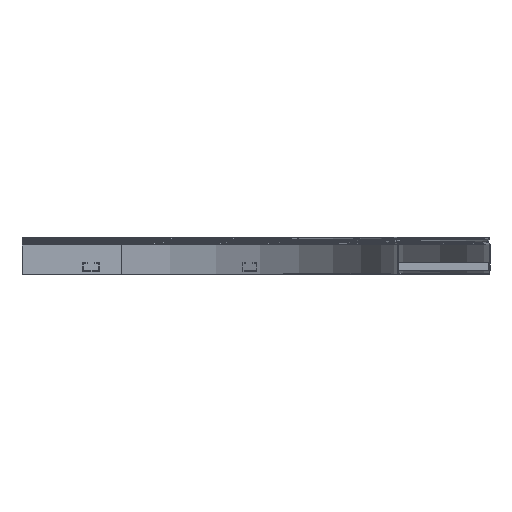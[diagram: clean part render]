
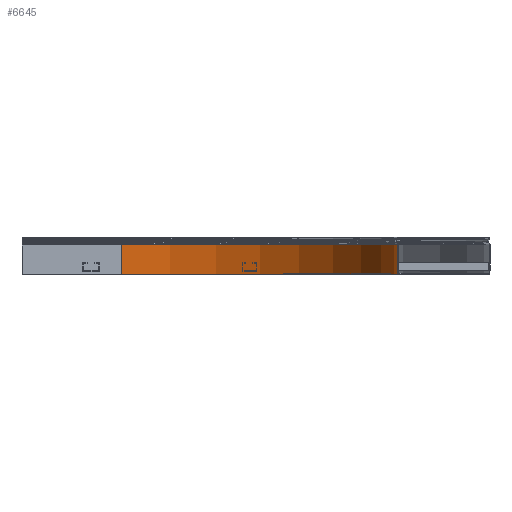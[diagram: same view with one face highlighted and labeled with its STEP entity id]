
A CAD part, top view. The second image highlights one B-rep face of the part: STEP entity #6645.
In plain terms, the highlighted cylindrical face has radius 600 mm (diameter 1200 mm), a partial arc.
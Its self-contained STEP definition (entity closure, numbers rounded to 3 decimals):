
#488 = EDGE_LOOP ( 'NONE', ( #7554, #6093, #6316, #1443 ) ) ;
#747 = CIRCLE ( 'NONE', #5464, 600. ) ;
#984 = DIRECTION ( 'NONE',  ( 0., 0., 1. ) ) ;
#1443 = ORIENTED_EDGE ( 'NONE', *, *, #7320, .T. ) ;
#1465 = CARTESIAN_POINT ( 'NONE',  ( 0., 2.2, -600. ) ) ;
#1581 = AXIS2_PLACEMENT_3D ( 'NONE', #7400, #4396, #3720 ) ;
#1794 = DIRECTION ( 'NONE',  ( 0., 1., 0. ) ) ;
#2604 = DIRECTION ( 'NONE',  ( 0., 1., 0. ) ) ;
#3175 = CARTESIAN_POINT ( 'NONE',  ( 0., 64.499, 0. ) ) ;
#3222 = DIRECTION ( 'NONE',  ( 0., 1., 0. ) ) ;
#3720 = DIRECTION ( 'NONE',  ( 1., 0., 0. ) ) ;
#3820 = CYLINDRICAL_SURFACE ( 'NONE', #6480, 600. ) ;
#3999 = VECTOR ( 'NONE', #2604, 1000. ) ;
#4185 = VERTEX_POINT ( 'NONE', #7292 ) ;
#4286 = CIRCLE ( 'NONE', #1581, 600. ) ;
#4302 = EDGE_CURVE ( 'NONE', #4185, #5323, #747, .T. ) ;
#4383 = CARTESIAN_POINT ( 'NONE',  ( 600., 0., 0. ) ) ;
#4396 = DIRECTION ( 'NONE',  ( 0., -1., 0. ) ) ;
#4573 = FACE_OUTER_BOUND ( 'NONE', #488, .T. ) ;
#5323 = VERTEX_POINT ( 'NONE', #7175 ) ;
#5464 = AXIS2_PLACEMENT_3D ( 'NONE', #3175, #3222, #7344 ) ;
#5604 = LINE ( 'NONE', #1465, #3999 ) ;
#5942 = CARTESIAN_POINT ( 'NONE',  ( 600., 2.2, 0. ) ) ;
#6093 = ORIENTED_EDGE ( 'NONE', *, *, #6896, .F. ) ;
#6143 = LINE ( 'NONE', #5942, #6441 ) ;
#6155 = EDGE_CURVE ( 'NONE', #7213, #6493, #4286, .T. ) ;
#6316 = ORIENTED_EDGE ( 'NONE', *, *, #6155, .T. ) ;
#6441 = VECTOR ( 'NONE', #1794, 1000. ) ;
#6480 = AXIS2_PLACEMENT_3D ( 'NONE', #6906, #7494, #984 ) ;
#6493 = VERTEX_POINT ( 'NONE', #4383 ) ;
#6645 = ADVANCED_FACE ( 'NONE', ( #4573 ), #3820, .F. ) ;
#6896 = EDGE_CURVE ( 'NONE', #7213, #5323, #5604, .T. ) ;
#6906 = CARTESIAN_POINT ( 'NONE',  ( 0., 0., 0. ) ) ;
#7175 = CARTESIAN_POINT ( 'NONE',  ( 0., 64.499, -600. ) ) ;
#7213 = VERTEX_POINT ( 'NONE', #7544 ) ;
#7292 = CARTESIAN_POINT ( 'NONE',  ( 600., 64.499, 0. ) ) ;
#7320 = EDGE_CURVE ( 'NONE', #6493, #4185, #6143, .T. ) ;
#7344 = DIRECTION ( 'NONE',  ( 1., 0., 0. ) ) ;
#7400 = CARTESIAN_POINT ( 'NONE',  ( 0., 0., 0. ) ) ;
#7494 = DIRECTION ( 'NONE',  ( 0., 1., 0. ) ) ;
#7544 = CARTESIAN_POINT ( 'NONE',  ( 0., 0., -600. ) ) ;
#7554 = ORIENTED_EDGE ( 'NONE', *, *, #4302, .T. ) ;
